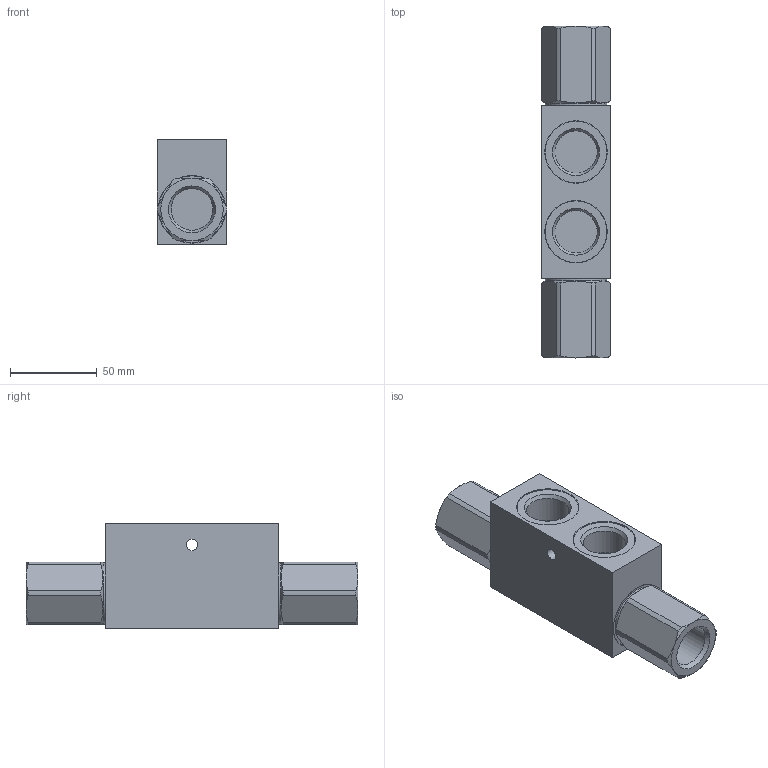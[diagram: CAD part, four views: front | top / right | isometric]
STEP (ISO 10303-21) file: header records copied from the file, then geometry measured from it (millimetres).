
FILE_DESCRIPTION(/* description */ ('Unknown'),/* implementation_level */ '2;1');
FILE_NAME(/* name */ 'V0040',/* time_stamp */ '2021-02-03T12:01:23+01:00',/* author */ ('Unknown'),/* organization */ ('Unknown'),/* preprocessor_version */ 'ST-DEVELOPER v16.7',/* originating_system */ 'DEX',/* authorisation */ $);
FILE_SCHEMA (('AUTOMOTIVE_DESIGN {1 0 10303 214 3 1 1}'));
Length unit declared in the file: millimetre
Products named in the file (1): V0040
Bounding box: 40 x 191.4 x 60 mm (x, y, z)
Volume: 302592.6 mm3; surface area: 42820.2 mm2
Topology: 1 solids, 1 shells, 76 faces, 182 edges, 118 vertices
Faces by surface type: plane 28, cylinder 26, cone 18, torus 4
Full cylindrical faces by diameter (mm): 6.647 x2, 24.117 x2, 24.5 x4, 35.5 x2, 36 x2, 39 x2
Entity records: 2571 total; most frequent: CARTESIAN_POINT 459, DIRECTION 328, ORIENTED_EDGE 282, AXIS2_PLACEMENT_3D 146, EDGE_CURVE 141, EDGE_LOOP 112, FACE_BOUND 112, VERTEX_POINT 101
